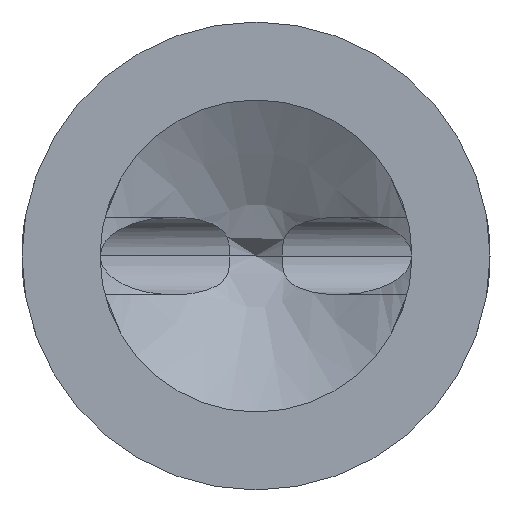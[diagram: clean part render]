
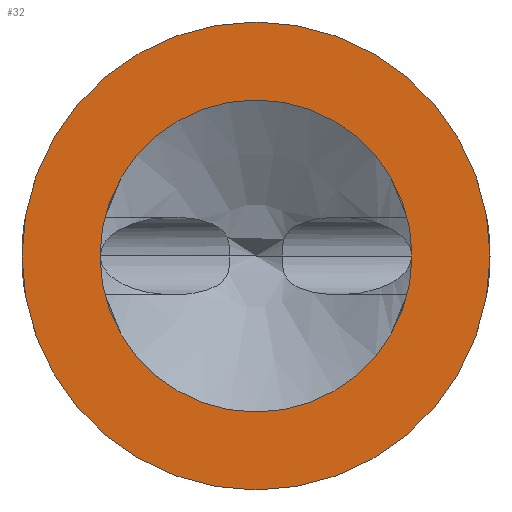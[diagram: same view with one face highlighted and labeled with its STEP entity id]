
A CAD part, front view. The second image highlights one B-rep face of the part: STEP entity #32.
In plain terms, the highlighted planar face has unit normal (0, -1, 0).
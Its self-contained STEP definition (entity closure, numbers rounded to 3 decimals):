
#16 = DIRECTION ( 'NONE',  ( 1., 0., 0. ) ) ;
#32 = ADVANCED_FACE ( 'NONE', ( #367, #145 ), #973, .T. ) ;
#106 = EDGE_LOOP ( 'NONE', ( #242, #896 ) ) ;
#138 = DIRECTION ( 'NONE',  ( 0., -1., 0. ) ) ;
#141 = CIRCLE ( 'NONE', #515, 4. ) ;
#145 = FACE_BOUND ( 'NONE', #871, .T. ) ;
#201 = EDGE_CURVE ( 'NONE', #295, #821, #141, .T. ) ;
#213 = CARTESIAN_POINT ( 'NONE',  ( -4., 0., 0. ) ) ;
#242 = ORIENTED_EDGE ( 'NONE', *, *, #488, .T. ) ;
#264 = DIRECTION ( 'NONE',  ( 0., -1., 0. ) ) ;
#295 = VERTEX_POINT ( 'NONE', #213 ) ;
#311 = CARTESIAN_POINT ( 'NONE',  ( 0., 0., 6. ) ) ;
#333 = EDGE_CURVE ( 'NONE', #821, #295, #583, .T. ) ;
#367 = FACE_OUTER_BOUND ( 'NONE', #106, .T. ) ;
#399 = DIRECTION ( 'NONE',  ( 1., 0., 0. ) ) ;
#414 = DIRECTION ( 'NONE',  ( 0., 1., 0. ) ) ;
#434 = DIRECTION ( 'NONE',  ( 0., 0., -1. ) ) ;
#456 = DIRECTION ( 'NONE',  ( 0., -1., 0. ) ) ;
#470 = CIRCLE ( 'NONE', #884, 6. ) ;
#488 = EDGE_CURVE ( 'NONE', #760, #807, #498, .T. ) ;
#498 = CIRCLE ( 'NONE', #966, 6. ) ;
#515 = AXIS2_PLACEMENT_3D ( 'NONE', #869, #414, #399 ) ;
#563 = DIRECTION ( 'NONE',  ( 1., 0., 0. ) ) ;
#583 = CIRCLE ( 'NONE', #900, 4. ) ;
#588 = CARTESIAN_POINT ( 'NONE',  ( 0., 0., 0. ) ) ;
#600 = AXIS2_PLACEMENT_3D ( 'NONE', #890, #138, #434 ) ;
#655 = ORIENTED_EDGE ( 'NONE', *, *, #201, .T. ) ;
#664 = DIRECTION ( 'NONE',  ( 1., 0., 0. ) ) ;
#667 = CARTESIAN_POINT ( 'NONE',  ( 4., 0., 0. ) ) ;
#687 = CARTESIAN_POINT ( 'NONE',  ( 0., 0., 0. ) ) ;
#760 = VERTEX_POINT ( 'NONE', #904 ) ;
#796 = DIRECTION ( 'NONE',  ( 0., 1., 0. ) ) ;
#807 = VERTEX_POINT ( 'NONE', #311 ) ;
#821 = VERTEX_POINT ( 'NONE', #667 ) ;
#869 = CARTESIAN_POINT ( 'NONE',  ( 0., 0., 0. ) ) ;
#871 = EDGE_LOOP ( 'NONE', ( #934, #655 ) ) ;
#884 = AXIS2_PLACEMENT_3D ( 'NONE', #941, #264, #563 ) ;
#890 = CARTESIAN_POINT ( 'NONE',  ( 0., 0., 0. ) ) ;
#896 = ORIENTED_EDGE ( 'NONE', *, *, #902, .T. ) ;
#900 = AXIS2_PLACEMENT_3D ( 'NONE', #588, #796, #664 ) ;
#902 = EDGE_CURVE ( 'NONE', #807, #760, #470, .T. ) ;
#904 = CARTESIAN_POINT ( 'NONE',  ( 0., 0., -6. ) ) ;
#934 = ORIENTED_EDGE ( 'NONE', *, *, #333, .T. ) ;
#941 = CARTESIAN_POINT ( 'NONE',  ( 0., 0., 0. ) ) ;
#966 = AXIS2_PLACEMENT_3D ( 'NONE', #687, #456, #16 ) ;
#973 = PLANE ( 'NONE',  #600 ) ;
